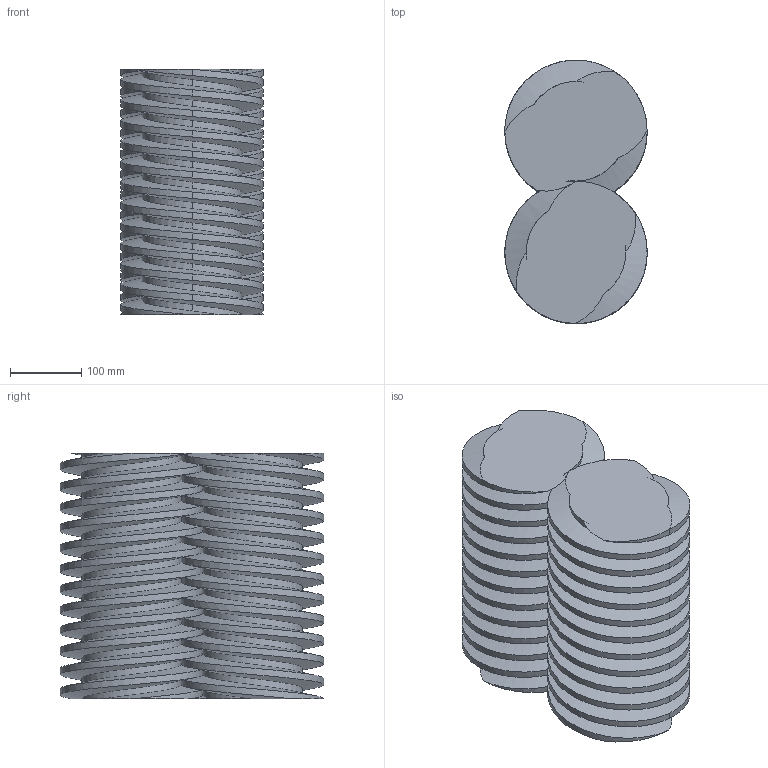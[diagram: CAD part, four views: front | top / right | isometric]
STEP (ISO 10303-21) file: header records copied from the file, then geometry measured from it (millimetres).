
FILE_DESCRIPTION(('Open CASCADE Model'),'2;1');
FILE_NAME('Open CASCADE Shape Model','2025-07-10T15:56:49',('Author'),( 'Open CASCADE'),'Open CASCADE STEP processor 7.7','Open CASCADE 7.7' ,'Unknown');
FILE_SCHEMA(('AUTOMOTIVE_DESIGN { 1 0 10303 214 1 1 1 1 }'));
Length unit declared in the file: millimetre
Products named in the file (3): Open CASCADE STEP translator 7.7 3; Open CASCADE STEP translator 7.7 3.1; Open CASCADE STEP translator 7.7 3.2
Assembly tree (2 placements, depth 2):
  Open CASCADE STEP translator 7.7 3
    Open CASCADE STEP translator 7.7 3.1
    Open CASCADE STEP translator 7.7 3.2
Bounding box: 199.6 x 369.39 x 344.4 mm (x, y, z)
Volume: 15910794.6 mm3; surface area: 1106358.1 mm2
Topology: 2 solids, 2 shells, 68 faces, 192 edges, 128 vertices
Faces by surface type: cylinder 56, bspline 8, plane 4
Full cylindrical faces by diameter (mm): 139.72 x20, 199.6 x20
Entity records: 33802 total; most frequent: CARTESIAN_POINT 30681, ORIENTED_EDGE 384, PCURVE 384, DEFINITIONAL_REPRESENTATION 384, B_SPLINE_CURVE_WITH_KNOTS 384, DIRECTION 326, EDGE_CURVE 192, SURFACE_CURVE 192
